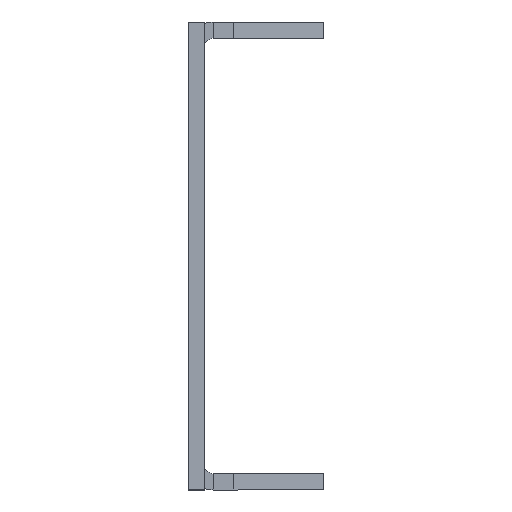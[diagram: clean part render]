
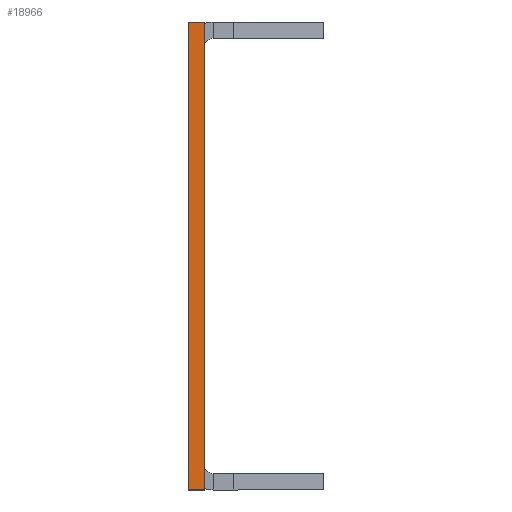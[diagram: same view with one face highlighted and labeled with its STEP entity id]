
A CAD part, left-side view. The second image highlights one B-rep face of the part: STEP entity #18966.
In plain terms, the highlighted planar face has unit normal (-1, 0, 0).
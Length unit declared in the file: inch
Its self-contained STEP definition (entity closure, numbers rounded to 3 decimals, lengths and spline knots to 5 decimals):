
#12078 = DIRECTION ( 'NONE',  ( 0., 0., 1. ) ) ;
#12079 = VECTOR ( 'NONE', #12078, 39.37008 ) ;
#12080 = CARTESIAN_POINT ( 'NONE',  ( -9.5, 0.06, 0.865 ) ) ;
#12081 = LINE ( 'NONE', #12080, #12079 ) ;
#12179 = CARTESIAN_POINT ( 'NONE',  ( -9.5, 0.06, 0.865 ) ) ;
#12245 = CARTESIAN_POINT ( 'NONE',  ( -9.5, 0., 0.865 ) ) ;
#12247 = CARTESIAN_POINT ( 'NONE',  ( -9.5, 0.06, -0.865 ) ) ;
#12337 = DIRECTION ( 'NONE',  ( 0., 0., 1. ) ) ;
#12338 = VECTOR ( 'NONE', #12337, 39.37008 ) ;
#12339 = CARTESIAN_POINT ( 'NONE',  ( -9.5, 0., 0.865 ) ) ;
#12340 = LINE ( 'NONE', #12339, #12338 ) ;
#12422 = CARTESIAN_POINT ( 'NONE',  ( -9.5, 0., -0.865 ) ) ;
#13379 = LINE ( 'NONE', #13428, #13427 ) ;
#13403 = LINE ( 'NONE', #13457, #13456 ) ;
#13405 = FACE_OUTER_BOUND ( 'NONE', #19090, .T. ) ;
#13424 = PLANE ( 'NONE',  #13462 ) ;
#13426 = DIRECTION ( 'NONE',  ( 0., 1., 0. ) ) ;
#13427 = VECTOR ( 'NONE', #13426, 39.37008 ) ;
#13428 = CARTESIAN_POINT ( 'NONE',  ( -9.5, -38.1572, 0.865 ) ) ;
#13453 = DIRECTION ( 'NONE',  ( 0., 1., 0. ) ) ;
#13456 = VECTOR ( 'NONE', #13453, 39.37008 ) ;
#13457 = CARTESIAN_POINT ( 'NONE',  ( -9.5, -38.1572, -0.865 ) ) ;
#13459 = DIRECTION ( 'NONE',  ( 0., 0., 1. ) ) ;
#13460 = DIRECTION ( 'NONE',  ( -1., 0., 0. ) ) ;
#13461 = CARTESIAN_POINT ( 'NONE',  ( -9.5, -38.1572, 0.865 ) ) ;
#13462 = AXIS2_PLACEMENT_3D ( 'NONE', #13461, #13460, #13459 ) ;
#17093 = EDGE_CURVE ( 'NONE', #17205, #17136, #12081, .T. ) ;
#17136 = VERTEX_POINT ( 'NONE', #12179 ) ;
#17205 = VERTEX_POINT ( 'NONE', #12247 ) ;
#17206 = VERTEX_POINT ( 'NONE', #12245 ) ;
#17243 = EDGE_CURVE ( 'NONE', #17274, #17206, #12340, .T. ) ;
#17274 = VERTEX_POINT ( 'NONE', #12422 ) ;
#18825 = EDGE_CURVE ( 'NONE', #17206, #17136, #13379, .T. ) ;
#18849 = ORIENTED_EDGE ( 'NONE', *, *, #17093, .F. ) ;
#18966 = ADVANCED_FACE ( 'NONE', ( #13405 ), #13424, .T. ) ;
#18977 = ORIENTED_EDGE ( 'NONE', *, *, #17243, .T. ) ;
#18992 = EDGE_CURVE ( 'NONE', #17274, #17205, #13403, .T. ) ;
#19090 = EDGE_LOOP ( 'NONE', ( #18849, #19092, #18977, #19109 ) ) ;
#19092 = ORIENTED_EDGE ( 'NONE', *, *, #18992, .F. ) ;
#19109 = ORIENTED_EDGE ( 'NONE', *, *, #18825, .T. ) ;
